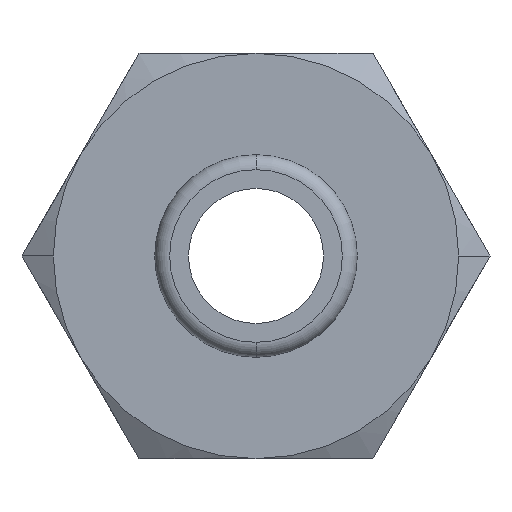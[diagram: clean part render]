
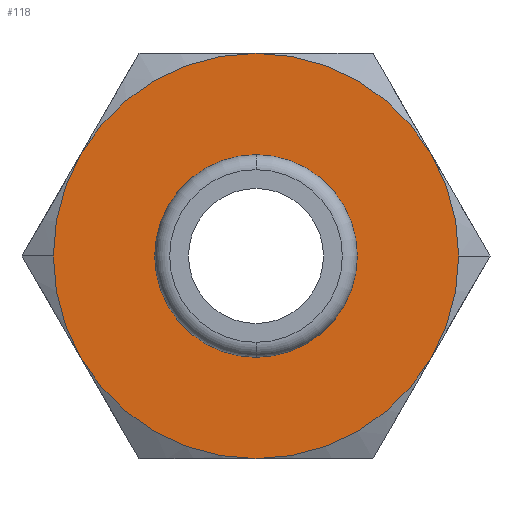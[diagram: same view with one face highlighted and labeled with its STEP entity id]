
A CAD part, front view. The second image highlights one B-rep face of the part: STEP entity #118.
In plain terms, the highlighted planar face has unit normal (0, -1, 0).
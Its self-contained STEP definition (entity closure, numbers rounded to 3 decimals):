
#118=ADVANCED_FACE('',(#244,#245),#246,.T.);
#244=FACE_OUTER_BOUND('',#375,.T.);
#245=FACE_BOUND('',#376,.T.);
#246=PLANE('',#377);
#375=EDGE_LOOP('',(#638,#639,#640,#641,#642,#643,#644,#645));
#376=EDGE_LOOP('',(#646,#647));
#377=AXIS2_PLACEMENT_3D('',#648,#649,#650);
#638=ORIENTED_EDGE('',*,*,#762,.T.);
#639=ORIENTED_EDGE('',*,*,#854,.T.);
#640=ORIENTED_EDGE('',*,*,#809,.T.);
#641=ORIENTED_EDGE('',*,*,#820,.T.);
#642=ORIENTED_EDGE('',*,*,#856,.T.);
#643=ORIENTED_EDGE('',*,*,#776,.T.);
#644=ORIENTED_EDGE('',*,*,#800,.T.);
#645=ORIENTED_EDGE('',*,*,#767,.T.);
#646=ORIENTED_EDGE('',*,*,#857,.F.);
#647=ORIENTED_EDGE('',*,*,#779,.F.);
#648=CARTESIAN_POINT('',(-6.75,15.5,0.0));
#649=DIRECTION('',(0.,-1.0,0.0));
#650=DIRECTION('',(-1.0,0.,0.0));
#762=EDGE_CURVE('',#899,#897,#900,.T.);
#767=EDGE_CURVE('',#903,#899,#907,.T.);
#776=EDGE_CURVE('',#920,#909,#922,.T.);
#779=EDGE_CURVE('',#924,#926,#927,.T.);
#800=EDGE_CURVE('',#909,#903,#961,.T.);
#809=EDGE_CURVE('',#969,#972,#974,.T.);
#820=EDGE_CURVE('',#972,#988,#990,.T.);
#854=EDGE_CURVE('',#897,#969,#1032,.T.);
#856=EDGE_CURVE('',#988,#920,#1034,.T.);
#857=EDGE_CURVE('',#926,#924,#1035,.T.);
#897=VERTEX_POINT('',#1079);
#899=VERTEX_POINT('',#1082);
#900=CIRCLE('',#1083,13.5);
#903=VERTEX_POINT('',#1097);
#907=CIRCLE('',#1123,13.5);
#909=VERTEX_POINT('',#1125);
#920=VERTEX_POINT('',#1161);
#922=CIRCLE('',#1164,13.5);
#924=VERTEX_POINT('',#1166);
#926=VERTEX_POINT('',#1169);
#927=CIRCLE('',#1170,6.75);
#961=CIRCLE('',#1220,13.5);
#969=VERTEX_POINT('',#1230);
#972=VERTEX_POINT('',#1244);
#974=CIRCLE('',#1257,13.5);
#988=VERTEX_POINT('',#1287);
#990=CIRCLE('',#1300,13.5);
#1032=CIRCLE('',#1364,13.5);
#1034=CIRCLE('',#1366,13.5);
#1035=CIRCLE('',#1367,6.75);
#1079=CARTESIAN_POINT('',(-13.5,15.5,0.));
#1082=CARTESIAN_POINT('',(-11.691,15.5,6.75));
#1083=AXIS2_PLACEMENT_3D('',#1416,#1417,#1418);
#1097=CARTESIAN_POINT('',(0.,15.5,13.5));
#1123=AXIS2_PLACEMENT_3D('',#1419,#1420,#1421);
#1125=CARTESIAN_POINT('',(11.691,15.5,6.75));
#1161=CARTESIAN_POINT('',(13.5,15.5,0.));
#1164=AXIS2_PLACEMENT_3D('',#1426,#1427,#1428);
#1166=CARTESIAN_POINT('',(6.75,15.5,0.));
#1169=CARTESIAN_POINT('',(-6.75,15.5,0.));
#1170=AXIS2_PLACEMENT_3D('',#1430,#1431,#1432);
#1220=AXIS2_PLACEMENT_3D('',#1468,#1469,#1470);
#1230=CARTESIAN_POINT('',(-11.691,15.5,-6.75));
#1244=CARTESIAN_POINT('',(0.,15.5,-13.5));
#1257=AXIS2_PLACEMENT_3D('',#1479,#1480,#1481);
#1287=CARTESIAN_POINT('',(11.691,15.5,-6.75));
#1300=AXIS2_PLACEMENT_3D('',#1487,#1488,#1489);
#1364=AXIS2_PLACEMENT_3D('',#1531,#1532,#1533);
#1366=AXIS2_PLACEMENT_3D('',#1534,#1535,#1536);
#1367=AXIS2_PLACEMENT_3D('',#1537,#1538,#1539);
#1416=CARTESIAN_POINT('',(0.,15.5,0.0));
#1417=DIRECTION('',(0.,-1.0,0.0));
#1418=DIRECTION('',(-1.0,0.,0.0));
#1419=CARTESIAN_POINT('',(0.,15.5,0.0));
#1420=DIRECTION('',(0.,-1.0,0.0));
#1421=DIRECTION('',(-1.0,0.,0.0));
#1426=CARTESIAN_POINT('',(0.,15.5,0.0));
#1427=DIRECTION('',(0.,-1.0,0.0));
#1428=DIRECTION('',(-1.0,0.,0.0));
#1430=CARTESIAN_POINT('',(0.0,15.5,0.0));
#1431=DIRECTION('',(0.,-1.0,0.0));
#1432=DIRECTION('',(1.0,0.,0.0));
#1468=CARTESIAN_POINT('',(0.,15.5,0.0));
#1469=DIRECTION('',(0.,-1.0,0.0));
#1470=DIRECTION('',(-1.0,0.,0.0));
#1479=CARTESIAN_POINT('',(0.,15.5,0.0));
#1480=DIRECTION('',(0.,-1.0,0.0));
#1481=DIRECTION('',(-1.0,0.,0.0));
#1487=CARTESIAN_POINT('',(0.,15.5,0.0));
#1488=DIRECTION('',(0.,-1.0,0.0));
#1489=DIRECTION('',(-1.0,0.,0.0));
#1531=CARTESIAN_POINT('',(0.,15.5,0.0));
#1532=DIRECTION('',(0.,-1.0,0.0));
#1533=DIRECTION('',(-1.0,0.,0.0));
#1534=CARTESIAN_POINT('',(0.,15.5,0.0));
#1535=DIRECTION('',(0.,-1.0,0.0));
#1536=DIRECTION('',(-1.0,0.,0.0));
#1537=CARTESIAN_POINT('',(0.0,15.5,0.0));
#1538=DIRECTION('',(0.,-1.0,0.0));
#1539=DIRECTION('',(1.0,0.,0.0));
